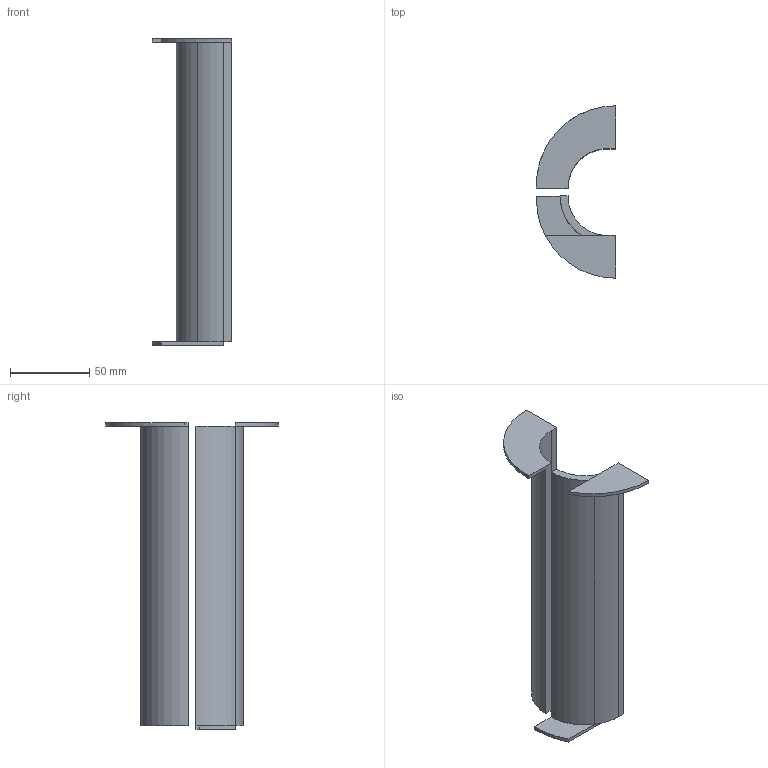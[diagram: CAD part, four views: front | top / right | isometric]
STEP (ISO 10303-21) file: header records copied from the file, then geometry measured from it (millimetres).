
FILE_DESCRIPTION(('Open CASCADE Model'),'2;1');
FILE_NAME('Open CASCADE Shape Model','2017-03-13T17:32:24',('Author'),( 'Open CASCADE'),'Open CASCADE STEP processor 6.5','Open CASCADE 6.5' ,'Unknown');
FILE_SCHEMA(('AUTOMOTIVE_DESIGN_CC2 { 1 2 10303 214 -1 1 5 4 }'));
Length unit declared in the file: millimetre
Products named in the file (5): Open CASCADE STEP translator 6.5 25; Open CASCADE STEP translator 6.5 26; Open CASCADE STEP translator 6.5 27; Open CASCADE STEP translator 6.5 28; Open CASCADE STEP translator 6.5 29
Bounding box: 50 x 109 x 193.9 mm (x, y, z)
Volume: 97702.7 mm3; surface area: 53345.6 mm2
Topology: 5 solids, 5 shells, 38 faces, 85 edges, 57 vertices
Faces by surface type: plane 27, cylinder 11
Entity records: 2220 total; most frequent: CARTESIAN_POINT 594, DIRECTION 245, ORIENTED_EDGE 170, PCURVE 170, DEFINITIONAL_REPRESENTATION 170, LINE 106, VECTOR 106, B_SPLINE_CURVE_WITH_KNOTS 103
